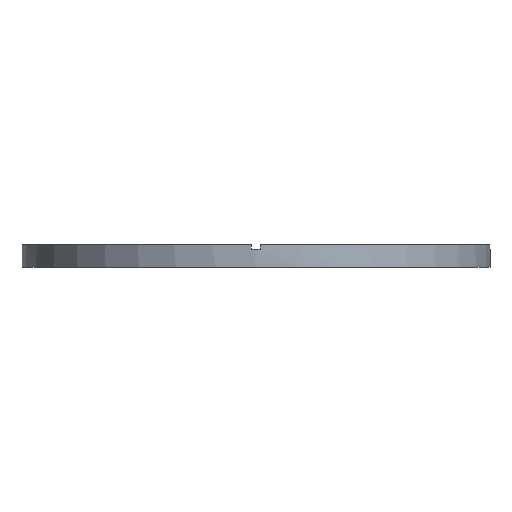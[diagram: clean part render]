
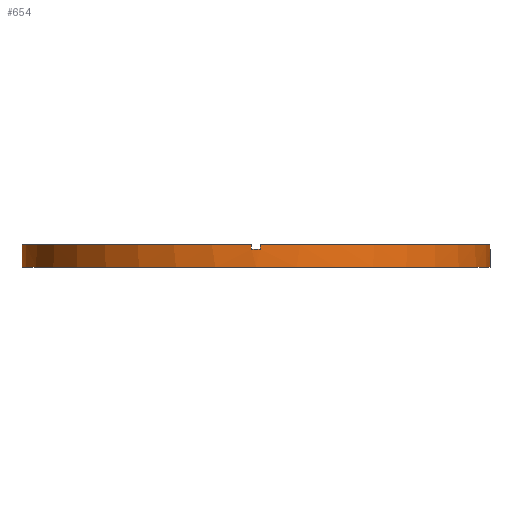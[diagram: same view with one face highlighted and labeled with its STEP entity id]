
A CAD part, front view. The second image highlights one B-rep face of the part: STEP entity #654.
In plain terms, the highlighted cylindrical face has radius 52 mm (diameter 104 mm), a partial arc.
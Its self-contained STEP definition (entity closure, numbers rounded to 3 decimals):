
#5 = EDGE_CURVE ( 'NONE', #402, #747, #724, .T. ) ;
#6 = DIRECTION ( 'NONE',  ( 0., 0., 1. ) ) ;
#15 = CIRCLE ( 'NONE', #422, 52. ) ;
#17 = CARTESIAN_POINT ( 'NONE',  ( -52., 0., 4. ) ) ;
#34 = LINE ( 'NONE', #318, #551 ) ;
#35 = LINE ( 'NONE', #115, #39 ) ;
#39 = VECTOR ( 'NONE', #709, 1000. ) ;
#47 = VECTOR ( 'NONE', #452, 1000. ) ;
#52 = CIRCLE ( 'NONE', #664, 52. ) ;
#69 = CYLINDRICAL_SURFACE ( 'NONE', #780, 52. ) ;
#79 = CARTESIAN_POINT ( 'NONE',  ( 0., 0., 5. ) ) ;
#94 = CARTESIAN_POINT ( 'NONE',  ( 51.99, -1., 5. ) ) ;
#97 = DIRECTION ( 'NONE',  ( 1., 0., 0. ) ) ;
#115 = CARTESIAN_POINT ( 'NONE',  ( 52., 0., 5. ) ) ;
#118 = DIRECTION ( 'NONE',  ( 0., 0., 1. ) ) ;
#119 = EDGE_CURVE ( 'NONE', #195, #145, #34, .T. ) ;
#120 = CARTESIAN_POINT ( 'NONE',  ( 0., 0., 4. ) ) ;
#128 = EDGE_CURVE ( 'NONE', #140, #521, #35, .T. ) ;
#138 = CARTESIAN_POINT ( 'NONE',  ( 52., 0., 0. ) ) ;
#140 = VERTEX_POINT ( 'NONE', #325 ) ;
#145 = VERTEX_POINT ( 'NONE', #581 ) ;
#159 = CARTESIAN_POINT ( 'NONE',  ( -1., -51.99, 4. ) ) ;
#162 = AXIS2_PLACEMENT_3D ( 'NONE', #779, #648, #700 ) ;
#173 = DIRECTION ( 'NONE',  ( 0., 0., 1. ) ) ;
#177 = DIRECTION ( 'NONE',  ( 0., 0., -1. ) ) ;
#185 = EDGE_CURVE ( 'NONE', #402, #509, #537, .T. ) ;
#187 = CARTESIAN_POINT ( 'NONE',  ( -52., 0., 5. ) ) ;
#189 = DIRECTION ( 'NONE',  ( 0., 0., 1. ) ) ;
#195 = VERTEX_POINT ( 'NONE', #536 ) ;
#201 = EDGE_CURVE ( 'NONE', #267, #747, #300, .T. ) ;
#212 = VECTOR ( 'NONE', #527, 1000. ) ;
#218 = ORIENTED_EDGE ( 'NONE', *, *, #119, .T. ) ;
#219 = VERTEX_POINT ( 'NONE', #405 ) ;
#220 = ORIENTED_EDGE ( 'NONE', *, *, #695, .F. ) ;
#221 = DIRECTION ( 'NONE',  ( 1., 0., 0. ) ) ;
#229 = ORIENTED_EDGE ( 'NONE', *, *, #5, .T. ) ;
#232 = DIRECTION ( 'NONE',  ( -1., 0., 0. ) ) ;
#239 = ORIENTED_EDGE ( 'NONE', *, *, #128, .F. ) ;
#261 = VERTEX_POINT ( 'NONE', #697 ) ;
#267 = VERTEX_POINT ( 'NONE', #159 ) ;
#277 = CARTESIAN_POINT ( 'NONE',  ( 1., -51.99, 4. ) ) ;
#286 = LINE ( 'NONE', #701, #555 ) ;
#300 = CIRCLE ( 'NONE', #162, 52. ) ;
#304 = AXIS2_PLACEMENT_3D ( 'NONE', #79, #118, #221 ) ;
#309 = CARTESIAN_POINT ( 'NONE',  ( 0., 0., 5. ) ) ;
#316 = DIRECTION ( 'NONE',  ( 1., 0., 0. ) ) ;
#318 = CARTESIAN_POINT ( 'NONE',  ( -51.99, -1., 5. ) ) ;
#325 = CARTESIAN_POINT ( 'NONE',  ( 52., 0., 4. ) ) ;
#326 = CIRCLE ( 'NONE', #647, 52. ) ;
#327 = LINE ( 'NONE', #187, #47 ) ;
#346 = EDGE_CURVE ( 'NONE', #219, #140, #15, .T. ) ;
#369 = DIRECTION ( 'NONE',  ( 0., 0., -1. ) ) ;
#372 = EDGE_CURVE ( 'NONE', #267, #461, #286, .T. ) ;
#380 = DIRECTION ( 'NONE',  ( 1., 0., 0. ) ) ;
#382 = EDGE_CURVE ( 'NONE', #741, #145, #547, .T. ) ;
#388 = DIRECTION ( 'NONE',  ( 0., 0., 1. ) ) ;
#396 = CARTESIAN_POINT ( 'NONE',  ( 51.99, -1., 5. ) ) ;
#402 = VERTEX_POINT ( 'NONE', #660 ) ;
#405 = CARTESIAN_POINT ( 'NONE',  ( 51.99, -1., 4. ) ) ;
#420 = DIRECTION ( 'NONE',  ( 1., 0., 0. ) ) ;
#422 = AXIS2_PLACEMENT_3D ( 'NONE', #120, #6, #420 ) ;
#441 = CARTESIAN_POINT ( 'NONE',  ( 1., -51.99, 5. ) ) ;
#452 = DIRECTION ( 'NONE',  ( 0., 0., -1. ) ) ;
#454 = ORIENTED_EDGE ( 'NONE', *, *, #201, .F. ) ;
#461 = VERTEX_POINT ( 'NONE', #513 ) ;
#464 = ORIENTED_EDGE ( 'NONE', *, *, #382, .F. ) ;
#465 = CARTESIAN_POINT ( 'NONE',  ( 0., 0., 4. ) ) ;
#467 = ORIENTED_EDGE ( 'NONE', *, *, #346, .F. ) ;
#490 = CARTESIAN_POINT ( 'NONE',  ( 0., 0., 5. ) ) ;
#494 = ORIENTED_EDGE ( 'NONE', *, *, #698, .T. ) ;
#509 = VERTEX_POINT ( 'NONE', #94 ) ;
#513 = CARTESIAN_POINT ( 'NONE',  ( -1., -51.99, 5. ) ) ;
#521 = VERTEX_POINT ( 'NONE', #138 ) ;
#522 = ORIENTED_EDGE ( 'NONE', *, *, #372, .T. ) ;
#524 = EDGE_LOOP ( 'NONE', ( #239, #467, #723, #734, #229, #454, #522, #220, #218, #464, #526, #494 ) ) ;
#526 = ORIENTED_EDGE ( 'NONE', *, *, #629, .T. ) ;
#527 = DIRECTION ( 'NONE',  ( 0., 0., -1. ) ) ;
#536 = CARTESIAN_POINT ( 'NONE',  ( -51.99, -1., 5. ) ) ;
#537 = CIRCLE ( 'NONE', #304, 52. ) ;
#545 = EDGE_CURVE ( 'NONE', #219, #509, #606, .T. ) ;
#547 = CIRCLE ( 'NONE', #593, 52. ) ;
#551 = VECTOR ( 'NONE', #177, 1000. ) ;
#555 = VECTOR ( 'NONE', #388, 1000. ) ;
#558 = DIRECTION ( 'NONE',  ( 0., 0., 1. ) ) ;
#581 = CARTESIAN_POINT ( 'NONE',  ( -51.99, -1., 4. ) ) ;
#584 = FACE_OUTER_BOUND ( 'NONE', #524, .T. ) ;
#593 = AXIS2_PLACEMENT_3D ( 'NONE', #465, #558, #316 ) ;
#602 = VECTOR ( 'NONE', #640, 1000. ) ;
#606 = LINE ( 'NONE', #396, #602 ) ;
#629 = EDGE_CURVE ( 'NONE', #741, #261, #327, .T. ) ;
#640 = DIRECTION ( 'NONE',  ( 0., 0., 1. ) ) ;
#647 = AXIS2_PLACEMENT_3D ( 'NONE', #727, #189, #97 ) ;
#648 = DIRECTION ( 'NONE',  ( 0., 0., 1. ) ) ;
#654 = ADVANCED_FACE ( 'NONE', ( #584 ), #69, .T. ) ;
#660 = CARTESIAN_POINT ( 'NONE',  ( 1., -51.99, 5. ) ) ;
#664 = AXIS2_PLACEMENT_3D ( 'NONE', #490, #173, #380 ) ;
#695 = EDGE_CURVE ( 'NONE', #195, #461, #52, .T. ) ;
#697 = CARTESIAN_POINT ( 'NONE',  ( -52., 0., 0. ) ) ;
#698 = EDGE_CURVE ( 'NONE', #261, #521, #326, .T. ) ;
#700 = DIRECTION ( 'NONE',  ( 1., 0., 0. ) ) ;
#701 = CARTESIAN_POINT ( 'NONE',  ( -1., -51.99, 5. ) ) ;
#709 = DIRECTION ( 'NONE',  ( 0., 0., -1. ) ) ;
#723 = ORIENTED_EDGE ( 'NONE', *, *, #545, .T. ) ;
#724 = LINE ( 'NONE', #441, #212 ) ;
#727 = CARTESIAN_POINT ( 'NONE',  ( 0., 0., 0. ) ) ;
#734 = ORIENTED_EDGE ( 'NONE', *, *, #185, .F. ) ;
#741 = VERTEX_POINT ( 'NONE', #17 ) ;
#747 = VERTEX_POINT ( 'NONE', #277 ) ;
#779 = CARTESIAN_POINT ( 'NONE',  ( 0., 0., 4. ) ) ;
#780 = AXIS2_PLACEMENT_3D ( 'NONE', #309, #369, #232 ) ;
